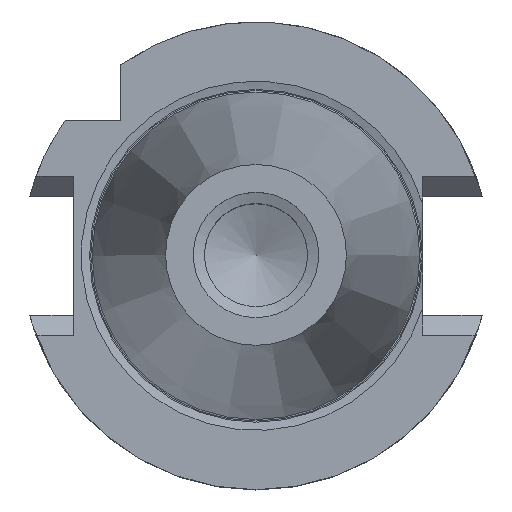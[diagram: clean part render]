
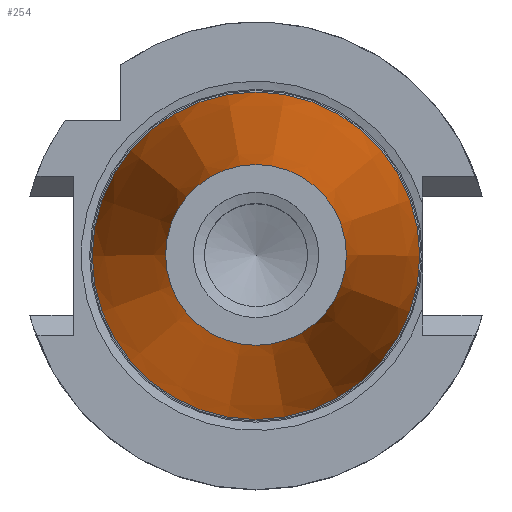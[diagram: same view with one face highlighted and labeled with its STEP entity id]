
A CAD part, top view. The second image highlights one B-rep face of the part: STEP entity #254.
In plain terms, the highlighted conical face has half-angle 8.298 degrees and reference radius 12.271 mm.
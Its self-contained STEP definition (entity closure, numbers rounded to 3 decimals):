
#236=CONICAL_SURFACE('',#1021,12.271,8.298);
#254=ADVANCED_FACE('',(#335,#336),#236,.T.);
#335=FACE_BOUND('',#387,.T.);
#336=FACE_BOUND('',#388,.T.);
#387=EDGE_LOOP('',(#473));
#388=EDGE_LOOP('',(#474));
#473=ORIENTED_EDGE('',*,*,#818,.T.);
#474=ORIENTED_EDGE('',*,*,#816,.F.);
#722=VERTEX_POINT('',#1433);
#724=VERTEX_POINT('',#1439);
#816=EDGE_CURVE('',#722,#722,#943,.T.);
#818=EDGE_CURVE('',#724,#724,#945,.T.);
#943=CIRCLE('',#1015,22.225);
#945=CIRCLE('',#1019,12.271);
#1015=AXIS2_PLACEMENT_3D('',#1432,#1141,#1142);
#1019=AXIS2_PLACEMENT_3D('',#1438,#1149,#1150);
#1021=AXIS2_PLACEMENT_3D('',#1441,#1153,#1154);
#1141=DIRECTION('',(0.,0.,-1.));
#1142=DIRECTION('',(-1.,0.,0.));
#1149=DIRECTION('',(0.,0.,-1.));
#1150=DIRECTION('',(-1.,0.,0.));
#1153=DIRECTION('',(0.,0.,-1.));
#1154=DIRECTION('',(-1.,0.,0.));
#1432=CARTESIAN_POINT('',(0.,0.,0.));
#1433=CARTESIAN_POINT('',(-22.225,0.,0.));
#1438=CARTESIAN_POINT('',(0.,0.,68.25));
#1439=CARTESIAN_POINT('',(-12.271,0.,68.25));
#1441=CARTESIAN_POINT('',(0.,0.,68.25));
